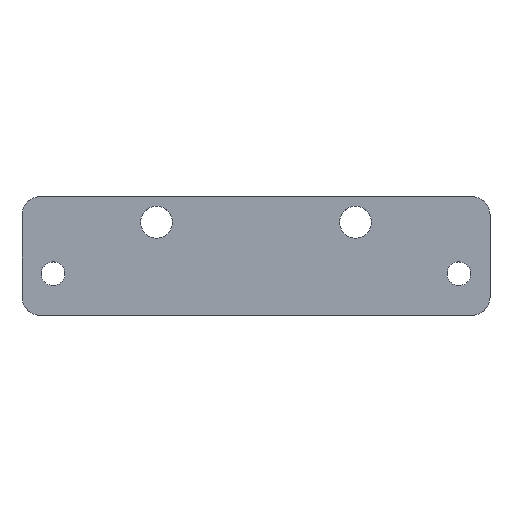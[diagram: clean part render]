
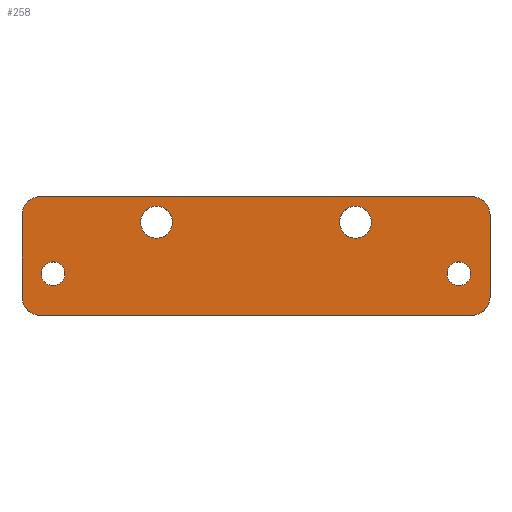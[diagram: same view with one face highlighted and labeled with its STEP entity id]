
A CAD part, top view. The second image highlights one B-rep face of the part: STEP entity #258.
In plain terms, the highlighted planar face has unit normal (0, 0, 1).
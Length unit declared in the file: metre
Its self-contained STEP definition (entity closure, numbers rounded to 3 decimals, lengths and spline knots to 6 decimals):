
#13=CIRCLE('',#276,0.003);
#15=CIRCLE('',#280,0.003);
#17=CIRCLE('',#284,0.003);
#18=CIRCLE('',#287,0.002);
#20=CIRCLE('',#290,0.0027);
#22=CIRCLE('',#293,0.0027);
#24=CIRCLE('',#296,0.002);
#27=CIRCLE('',#300,0.003);
#76=ORIENTED_EDGE('',*,*,#128,.T.);
#77=ORIENTED_EDGE('',*,*,#126,.T.);
#78=ORIENTED_EDGE('',*,*,#124,.T.);
#79=ORIENTED_EDGE('',*,*,#122,.T.);
#80=ORIENTED_EDGE('',*,*,#102,.F.);
#81=ORIENTED_EDGE('',*,*,#131,.F.);
#82=ORIENTED_EDGE('',*,*,#120,.T.);
#83=ORIENTED_EDGE('',*,*,#117,.F.);
#84=ORIENTED_EDGE('',*,*,#114,.T.);
#85=ORIENTED_EDGE('',*,*,#111,.F.);
#86=ORIENTED_EDGE('',*,*,#108,.F.);
#87=ORIENTED_EDGE('',*,*,#105,.F.);
#102=EDGE_CURVE('',#134,#135,#158,.T.);
#105=EDGE_CURVE('',#135,#137,#13,.T.);
#108=EDGE_CURVE('',#137,#139,#162,.T.);
#111=EDGE_CURVE('',#139,#141,#15,.T.);
#114=EDGE_CURVE('',#143,#141,#166,.T.);
#117=EDGE_CURVE('',#143,#145,#17,.T.);
#120=EDGE_CURVE('',#147,#145,#170,.T.);
#122=EDGE_CURVE('',#148,#148,#18,.T.);
#124=EDGE_CURVE('',#150,#150,#20,.T.);
#126=EDGE_CURVE('',#152,#152,#22,.T.);
#128=EDGE_CURVE('',#154,#154,#24,.T.);
#131=EDGE_CURVE('',#147,#134,#27,.T.);
#134=VERTEX_POINT('',#387);
#135=VERTEX_POINT('',#389);
#137=VERTEX_POINT('',#395);
#139=VERTEX_POINT('',#401);
#141=VERTEX_POINT('',#407);
#143=VERTEX_POINT('',#413);
#145=VERTEX_POINT('',#419);
#147=VERTEX_POINT('',#425);
#148=VERTEX_POINT('',#429);
#150=VERTEX_POINT('',#434);
#152=VERTEX_POINT('',#439);
#154=VERTEX_POINT('',#444);
#158=LINE('',#388,#174);
#162=LINE('',#400,#178);
#166=LINE('',#412,#182);
#170=LINE('',#424,#186);
#174=VECTOR('',#309,1.);
#178=VECTOR('',#321,1.);
#182=VECTOR('',#333,1.);
#186=VECTOR('',#345,1.);
#204=EDGE_LOOP('',(#76));
#205=EDGE_LOOP('',(#77));
#206=EDGE_LOOP('',(#78));
#207=EDGE_LOOP('',(#79));
#208=EDGE_LOOP('',(#80,#81,#82,#83,#84,#85,#86,#87));
#230=FACE_BOUND('',#204,.T.);
#231=FACE_BOUND('',#205,.T.);
#232=FACE_BOUND('',#206,.T.);
#233=FACE_BOUND('',#207,.T.);
#234=FACE_BOUND('',#208,.T.);
#244=PLANE('',#301);
#258=ADVANCED_FACE('',(#230,#231,#232,#233,#234),#244,.F.);
#276=AXIS2_PLACEMENT_3D('',#394,#315,#316);
#280=AXIS2_PLACEMENT_3D('',#406,#327,#328);
#284=AXIS2_PLACEMENT_3D('',#418,#339,#340);
#287=AXIS2_PLACEMENT_3D('',#428,#349,#350);
#290=AXIS2_PLACEMENT_3D('',#433,#355,#356);
#293=AXIS2_PLACEMENT_3D('',#438,#361,#362);
#296=AXIS2_PLACEMENT_3D('',#443,#367,#368);
#300=AXIS2_PLACEMENT_3D('',#449,#375,#376);
#301=AXIS2_PLACEMENT_3D('',#450,#377,#378);
#309=DIRECTION('',(0.,1.,0.));
#315=DIRECTION('',(0.,0.,-1.));
#316=DIRECTION('',(-1.,0.,0.));
#321=DIRECTION('',(1.,0.,0.));
#327=DIRECTION('',(0.,0.,-1.));
#328=DIRECTION('',(-1.,0.,0.));
#333=DIRECTION('',(0.,1.,0.));
#339=DIRECTION('',(0.,0.,-1.));
#340=DIRECTION('',(-1.,0.,0.));
#345=DIRECTION('',(1.,0.,0.));
#349=DIRECTION('',(0.,0.,-1.));
#350=DIRECTION('',(-1.,0.,0.));
#355=DIRECTION('',(0.,0.,-1.));
#356=DIRECTION('',(-1.,0.,0.));
#361=DIRECTION('',(0.,0.,-1.));
#362=DIRECTION('',(-1.,0.,0.));
#367=DIRECTION('',(0.,0.,-1.));
#368=DIRECTION('',(-1.,0.,0.));
#375=DIRECTION('',(0.,0.,-1.));
#376=DIRECTION('',(-1.,0.,0.));
#377=DIRECTION('',(0.,0.,-1.));
#378=DIRECTION('',(1.,0.,0.));
#387=CARTESIAN_POINT('',(0.079796,-0.067571,0.001224));
#388=CARTESIAN_POINT('',(0.079796,-0.060571,0.001224));
#389=CARTESIAN_POINT('',(0.079796,-0.053571,0.001224));
#394=CARTESIAN_POINT('',(0.082796,-0.053571,0.001224));
#395=CARTESIAN_POINT('',(0.082796,-0.050571,0.001224));
#400=CARTESIAN_POINT('',(0.119296,-0.050571,0.001224));
#401=CARTESIAN_POINT('',(0.155796,-0.050571,0.001224));
#406=CARTESIAN_POINT('',(0.155796,-0.053571,0.001224));
#407=CARTESIAN_POINT('',(0.158796,-0.053571,0.001224));
#412=CARTESIAN_POINT('',(0.158796,-0.060571,0.001224));
#413=CARTESIAN_POINT('',(0.158796,-0.067571,0.001224));
#418=CARTESIAN_POINT('',(0.155796,-0.067571,0.001224));
#419=CARTESIAN_POINT('',(0.155796,-0.070571,0.001224));
#424=CARTESIAN_POINT('',(0.119296,-0.070571,0.001224));
#425=CARTESIAN_POINT('',(0.082796,-0.070571,0.001224));
#428=CARTESIAN_POINT('',(0.085046,-0.063571,0.001224));
#429=CARTESIAN_POINT('',(0.083046,-0.063571,0.001224));
#433=CARTESIAN_POINT('',(0.102496,-0.054871,0.001224));
#434=CARTESIAN_POINT('',(0.099796,-0.054871,0.001224));
#438=CARTESIAN_POINT('',(0.136096,-0.054871,0.001224));
#439=CARTESIAN_POINT('',(0.133396,-0.054871,0.001224));
#443=CARTESIAN_POINT('',(0.153546,-0.063571,0.001224));
#444=CARTESIAN_POINT('',(0.151546,-0.063571,0.001224));
#449=CARTESIAN_POINT('',(0.082796,-0.067571,0.001224));
#450=CARTESIAN_POINT('',(0.119296,-0.069321,0.001224));
